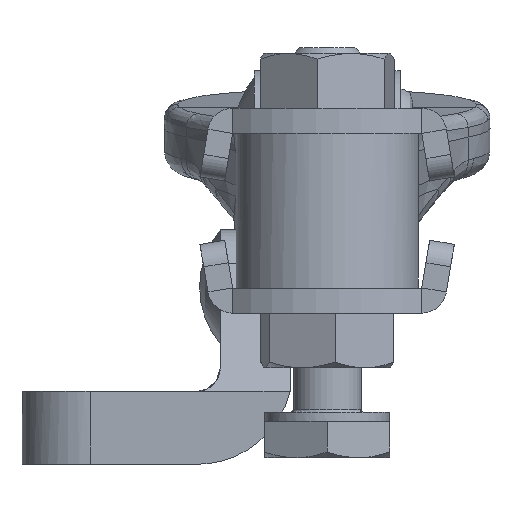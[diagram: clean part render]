
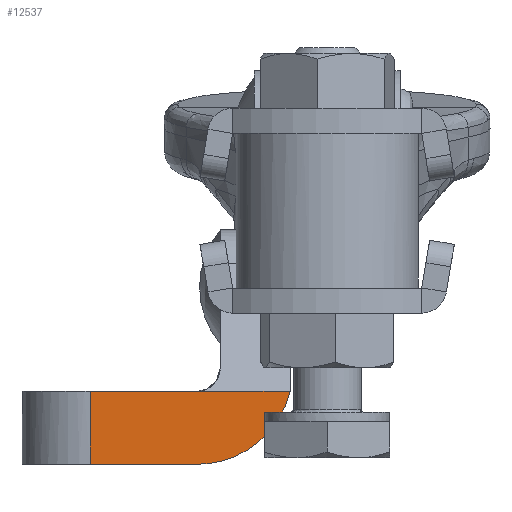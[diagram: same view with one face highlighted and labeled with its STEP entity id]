
A CAD part, front view. The second image highlights one B-rep face of the part: STEP entity #12537.
In plain terms, the highlighted planar face has unit normal (0, -1, 0).
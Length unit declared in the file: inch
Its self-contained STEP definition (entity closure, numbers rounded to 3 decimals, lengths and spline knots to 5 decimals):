
#4454=EDGE_CURVE('',#8090,#12311,#13152,.T.);
#5008=VERTEX_POINT('',#13728);
#6423=EDGE_CURVE('',#11003,#10359,#15213,.T.);
#7056=EDGE_CURVE('',#5008,#12311,#15883,.T.);
#8090=VERTEX_POINT('',#16970);
#8269=EDGE_CURVE('',#5008,#11003,#17155,.T.);
#8279=EDGE_CURVE('',#10359,#8090,#17165,.T.);
#10359=VERTEX_POINT('',#19363);
#11003=VERTEX_POINT('',#20046);
#12311=VERTEX_POINT('',#21432);
#12537=ADVANCED_FACE('',(#21673),#21674,.F.);
#13152=LINE('',#23156,#23157);
#13728=CARTESIAN_POINT('',(-0.06381,-0.46878,0.11476));
#15213=LINE('',#29423,#29424);
#15883=LINE('',#31046,#31047);
#16970=CARTESIAN_POINT('',(-0.40945,-0.46878,0.11476));
#17155=(B_SPLINE_CURVE(3,(#34527,#34528,#34529,#34530),.UNSPECIFIED.,.F.,.F.)B_SPLINE_CURVE_WITH_KNOTS((4,4),(3.382,4.71239),.UNSPECIFIED.)RATIONAL_B_SPLINE_CURVE((1.0,0.858,0.858,1.0))BOUNDED_CURVE()REPRESENTATION_ITEM('')GEOMETRIC_REPRESENTATION_ITEM()CURVE());
#17165=B_SPLINE_CURVE_WITH_KNOTS('',1,(#34548,#34549),.UNSPECIFIED.,.F.,.F.,(2,2),(-0.0032,0.0),.UNSPECIFIED.);
#19363=CARTESIAN_POINT('',(-0.40945,-0.46878,-0.01123));
#20046=CARTESIAN_POINT('',(-0.22441,-0.46878,-0.01123));
#21432=CARTESIAN_POINT('',(-0.22441,-0.46878,0.11476));
#21673=FACE_OUTER_BOUND('',#49918,.T.);
#21674=PLANE('',#49919);
#23156=CARTESIAN_POINT('',(-0.14307,-0.46878,0.11476));
#23157=VECTOR('',#50991,1.0);
#29423=CARTESIAN_POINT('',(-0.29465,-0.46878,-0.01123));
#29424=VECTOR('',#52871,1.0);
#31046=CARTESIAN_POINT('',(-0.0604,-0.46878,0.11476));
#31047=VECTOR('',#53561,1.0);
#34527=CARTESIAN_POINT('',(-0.06381,-0.46878,0.11476));
#34528=CARTESIAN_POINT('',(-0.08269,-0.46878,0.03773));
#34529=CARTESIAN_POINT('',(-0.1451,-0.46878,-0.01123));
#34530=CARTESIAN_POINT('',(-0.22441,-0.46878,-0.01123));
#34548=CARTESIAN_POINT('',(-0.40945,-0.46878,-0.01123));
#34549=CARTESIAN_POINT('',(-0.40945,-0.46878,0.11476));
#49918=EDGE_LOOP('',(#59069,#59070,#59071,#59072,#59073));
#49919=AXIS2_PLACEMENT_3D('',#59074,#59075,#59076);
#50991=DIRECTION('',(1.0,0.,0.));
#52871=DIRECTION('',(-1.0,0.,0.));
#53561=DIRECTION('',(-1.0,0.,0.));
#59069=ORIENTED_EDGE('',*,*,#6423,.F.);
#59070=ORIENTED_EDGE('',*,*,#8269,.F.);
#59071=ORIENTED_EDGE('',*,*,#7056,.T.);
#59072=ORIENTED_EDGE('',*,*,#4454,.F.);
#59073=ORIENTED_EDGE('',*,*,#8279,.F.);
#59074=CARTESIAN_POINT('',(-0.06174,-0.46878,-0.01123));
#59075=DIRECTION('',(0.,1.0,0.0));
#59076=DIRECTION('',(-1.0,0.,0.));
